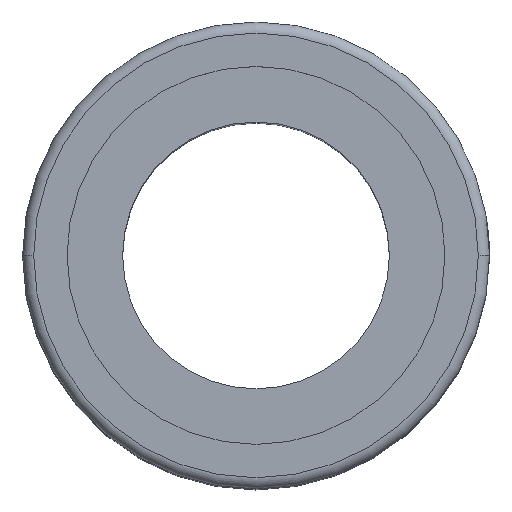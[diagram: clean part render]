
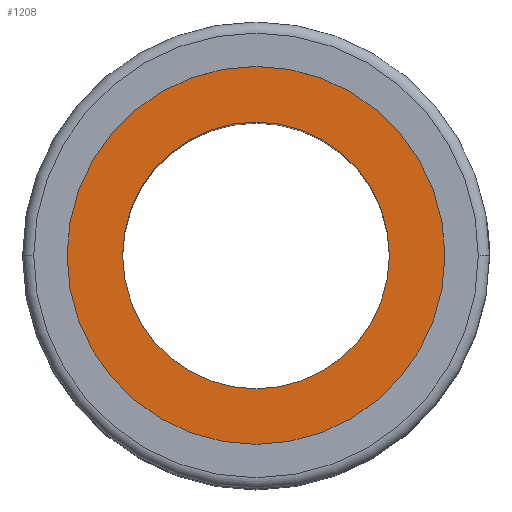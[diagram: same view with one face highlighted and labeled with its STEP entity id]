
A CAD part, top view. The second image highlights one B-rep face of the part: STEP entity #1208.
In plain terms, the highlighted planar face has unit normal (0, 0, 1).
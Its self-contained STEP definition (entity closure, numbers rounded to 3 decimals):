
#64 = EDGE_CURVE ( 'NONE', #13954, #7071, #5218, .T. ) ;
#183 = DIRECTION ( 'NONE',  ( 1., 0., 0. ) ) ;
#289 = CARTESIAN_POINT ( 'NONE',  ( 0., 0., 14.3 ) ) ;
#301 = CARTESIAN_POINT ( 'NONE',  ( -6., 0., 14.3 ) ) ;
#896 = CARTESIAN_POINT ( 'NONE',  ( 6., 0., 14.3 ) ) ;
#932 = VERTEX_POINT ( 'NONE', #896 ) ;
#1008 = EDGE_CURVE ( 'NONE', #7071, #13954, #8409, .T. ) ;
#1156 = DIRECTION ( 'NONE',  ( 0., 0., 1. ) ) ;
#1208 = ADVANCED_FACE ( 'NONE', ( #2498, #7172 ), #6024, .T. ) ;
#1296 = AXIS2_PLACEMENT_3D ( 'NONE', #5716, #14943, #7950 ) ;
#1334 = CIRCLE ( 'NONE', #14309, 6. ) ;
#1712 = EDGE_CURVE ( 'NONE', #932, #15128, #1334, .T. ) ;
#2176 = EDGE_CURVE ( 'NONE', #15128, #932, #10877, .T. ) ;
#2292 = AXIS2_PLACEMENT_3D ( 'NONE', #3788, #10708, #183 ) ;
#2498 = FACE_BOUND ( 'NONE', #11862, .T. ) ;
#2503 = CARTESIAN_POINT ( 'NONE',  ( 8.5, 0., 14.3 ) ) ;
#3788 = CARTESIAN_POINT ( 'NONE',  ( 0., 0., 14.3 ) ) ;
#4260 = AXIS2_PLACEMENT_3D ( 'NONE', #12547, #12709, #6804 ) ;
#4868 = ORIENTED_EDGE ( 'NONE', *, *, #1712, .F. ) ;
#4904 = DIRECTION ( 'NONE',  ( 1., 0., 0. ) ) ;
#5061 = CARTESIAN_POINT ( 'NONE',  ( -8.5, 0., 14.3 ) ) ;
#5218 = CIRCLE ( 'NONE', #14536, 8.5 ) ;
#5716 = CARTESIAN_POINT ( 'NONE',  ( 0., 0., 14.3 ) ) ;
#6024 = PLANE ( 'NONE',  #2292 ) ;
#6804 = DIRECTION ( 'NONE',  ( 1., 0., 0. ) ) ;
#7071 = VERTEX_POINT ( 'NONE', #2503 ) ;
#7172 = FACE_OUTER_BOUND ( 'NONE', #9554, .T. ) ;
#7950 = DIRECTION ( 'NONE',  ( 1., 0., 0. ) ) ;
#8409 = CIRCLE ( 'NONE', #1296, 8.5 ) ;
#9554 = EDGE_LOOP ( 'NONE', ( #11832, #13584 ) ) ;
#10038 = DIRECTION ( 'NONE',  ( 1., 0., 0. ) ) ;
#10708 = DIRECTION ( 'NONE',  ( 0., 0., 1. ) ) ;
#10877 = CIRCLE ( 'NONE', #4260, 6. ) ;
#11832 = ORIENTED_EDGE ( 'NONE', *, *, #1008, .T. ) ;
#11862 = EDGE_LOOP ( 'NONE', ( #15032, #4868 ) ) ;
#12547 = CARTESIAN_POINT ( 'NONE',  ( 0., 0., 14.3 ) ) ;
#12709 = DIRECTION ( 'NONE',  ( 0., 0., 1. ) ) ;
#13563 = CARTESIAN_POINT ( 'NONE',  ( 0., 0., 14.3 ) ) ;
#13584 = ORIENTED_EDGE ( 'NONE', *, *, #64, .T. ) ;
#13954 = VERTEX_POINT ( 'NONE', #5061 ) ;
#14309 = AXIS2_PLACEMENT_3D ( 'NONE', #289, #1156, #4904 ) ;
#14536 = AXIS2_PLACEMENT_3D ( 'NONE', #13563, #14881, #10038 ) ;
#14881 = DIRECTION ( 'NONE',  ( 0., 0., 1. ) ) ;
#14943 = DIRECTION ( 'NONE',  ( 0., 0., 1. ) ) ;
#15032 = ORIENTED_EDGE ( 'NONE', *, *, #2176, .F. ) ;
#15128 = VERTEX_POINT ( 'NONE', #301 ) ;
